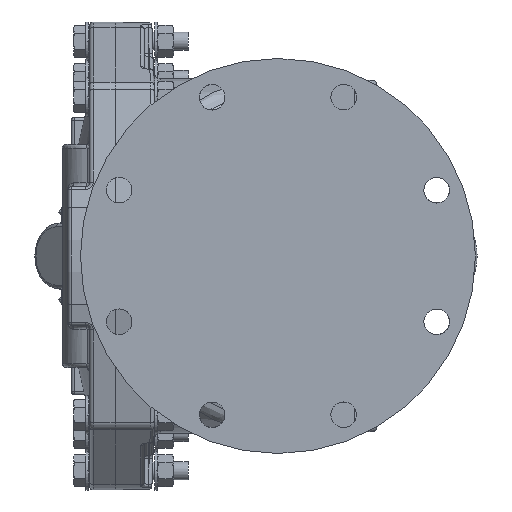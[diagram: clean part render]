
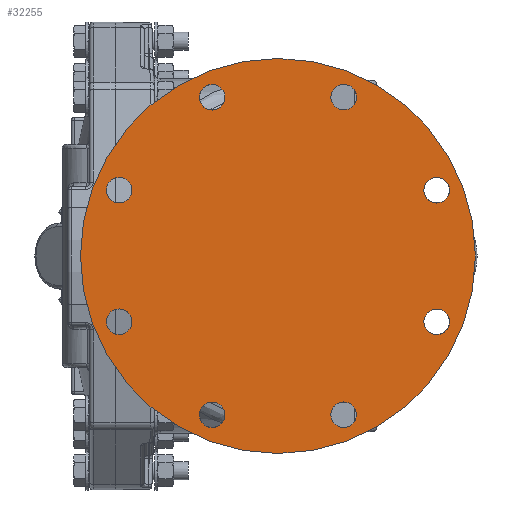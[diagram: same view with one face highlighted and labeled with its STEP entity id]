
A CAD part, left-side view. The second image highlights one B-rep face of the part: STEP entity #32255.
In plain terms, the highlighted planar face has unit normal (-1, 0, 0).
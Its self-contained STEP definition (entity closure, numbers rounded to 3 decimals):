
#1=CARTESIAN_POINT('',(-9.75,5.428,-2.248));
#2=DIRECTION('',(-1.,0.,0.));
#3=DIRECTION('',(0.,0.,1.));
#4=AXIS2_PLACEMENT_3D('',#1,#2,#3);
#6=CARTESIAN_POINT('',(-9.75,5.428,-2.248));
#7=DIRECTION('',(-1.,0.,0.));
#8=DIRECTION('',(0.,0.,-1.));
#9=AXIS2_PLACEMENT_3D('',#6,#7,#8);
#11=CARTESIAN_POINT('',(-9.75,5.428,2.248));
#12=DIRECTION('',(-1.,0.,0.));
#13=DIRECTION('',(0.,-0.707,0.707));
#14=AXIS2_PLACEMENT_3D('',#11,#12,#13);
#16=CARTESIAN_POINT('',(-9.75,5.428,2.248));
#17=DIRECTION('',(-1.,0.,0.));
#18=DIRECTION('',(0.,0.707,-0.707));
#19=AXIS2_PLACEMENT_3D('',#16,#17,#18);
#21=CARTESIAN_POINT('',(-9.75,2.248,5.428));
#22=DIRECTION('',(-1.,0.,0.));
#23=DIRECTION('',(0.,-1.,0.));
#24=AXIS2_PLACEMENT_3D('',#21,#22,#23);
#26=CARTESIAN_POINT('',(-9.75,2.248,5.428));
#27=DIRECTION('',(-1.,0.,0.));
#28=DIRECTION('',(0.,1.,0.));
#29=AXIS2_PLACEMENT_3D('',#26,#27,#28);
#31=CARTESIAN_POINT('',(-9.75,-2.248,5.428));
#32=DIRECTION('',(-1.,0.,0.));
#33=DIRECTION('',(0.,-0.707,-0.707));
#34=AXIS2_PLACEMENT_3D('',#31,#32,#33);
#36=CARTESIAN_POINT('',(-9.75,-2.248,5.428));
#37=DIRECTION('',(-1.,0.,0.));
#38=DIRECTION('',(0.,0.707,0.707));
#39=AXIS2_PLACEMENT_3D('',#36,#37,#38);
#41=CARTESIAN_POINT('',(-9.75,-5.428,2.248));
#42=DIRECTION('',(-1.,0.,0.));
#43=DIRECTION('',(0.,0.,-1.));
#44=AXIS2_PLACEMENT_3D('',#41,#42,#43);
#46=CARTESIAN_POINT('',(-9.75,-5.428,2.248));
#47=DIRECTION('',(-1.,0.,0.));
#48=DIRECTION('',(0.,0.,1.));
#49=AXIS2_PLACEMENT_3D('',#46,#47,#48);
#51=CARTESIAN_POINT('',(-9.75,-5.428,-2.248));
#52=DIRECTION('',(-1.,0.,0.));
#53=DIRECTION('',(0.,0.707,-0.707));
#54=AXIS2_PLACEMENT_3D('',#51,#52,#53);
#56=CARTESIAN_POINT('',(-9.75,-5.428,-2.248));
#57=DIRECTION('',(-1.,0.,0.));
#58=DIRECTION('',(0.,-0.707,0.707));
#59=AXIS2_PLACEMENT_3D('',#56,#57,#58);
#61=CARTESIAN_POINT('',(-9.75,-2.248,-5.428));
#62=DIRECTION('',(-1.,0.,0.));
#63=DIRECTION('',(0.,1.,0.));
#64=AXIS2_PLACEMENT_3D('',#61,#62,#63);
#66=CARTESIAN_POINT('',(-9.75,-2.248,-5.428));
#67=DIRECTION('',(-1.,0.,0.));
#68=DIRECTION('',(0.,-1.,0.));
#69=AXIS2_PLACEMENT_3D('',#66,#67,#68);
#71=CARTESIAN_POINT('',(-9.75,2.248,-5.428));
#72=DIRECTION('',(-1.,0.,0.));
#73=DIRECTION('',(0.,0.707,0.707));
#74=AXIS2_PLACEMENT_3D('',#71,#72,#73);
#76=CARTESIAN_POINT('',(-9.75,2.248,-5.428));
#77=DIRECTION('',(-1.,0.,0.));
#78=DIRECTION('',(0.,-0.707,-0.707));
#79=AXIS2_PLACEMENT_3D('',#76,#77,#78);
#81=CARTESIAN_POINT('',(-9.75,0.,0.));
#82=DIRECTION('',(1.,0.,0.));
#83=DIRECTION('',(0.,1.,0.));
#84=AXIS2_PLACEMENT_3D('',#81,#82,#83);
#91=CARTESIAN_POINT('',(-9.75,0.,0.));
#92=DIRECTION('',(1.,0.,0.));
#93=DIRECTION('',(0.,-1.,0.));
#94=AXIS2_PLACEMENT_3D('',#91,#92,#93);
#30170=CARTESIAN_POINT('',(-9.75,6.75,0.));
#30171=CARTESIAN_POINT('',(-9.75,-6.75,0.));
#30172=VERTEX_POINT('',#30170);
#30173=VERTEX_POINT('',#30171);
#32132=CARTESIAN_POINT('',(-9.75,5.428,-1.811));
#32134=VERTEX_POINT('',#32132);
#32136=CARTESIAN_POINT('',(-9.75,5.428,-2.686));
#32138=VERTEX_POINT('',#32136);
#32140=CARTESIAN_POINT('',(-9.75,5.118,2.558));
#32142=VERTEX_POINT('',#32140);
#32144=CARTESIAN_POINT('',(-9.75,5.737,1.939));
#32146=VERTEX_POINT('',#32144);
#32148=CARTESIAN_POINT('',(-9.75,1.811,5.428));
#32150=VERTEX_POINT('',#32148);
#32152=CARTESIAN_POINT('',(-9.75,2.686,5.428));
#32154=VERTEX_POINT('',#32152);
#32156=CARTESIAN_POINT('',(-9.75,-2.558,5.118));
#32158=VERTEX_POINT('',#32156);
#32160=CARTESIAN_POINT('',(-9.75,-1.939,5.737));
#32162=VERTEX_POINT('',#32160);
#32164=CARTESIAN_POINT('',(-9.75,-5.428,1.811));
#32166=VERTEX_POINT('',#32164);
#32168=CARTESIAN_POINT('',(-9.75,-5.428,2.686));
#32170=VERTEX_POINT('',#32168);
#32172=CARTESIAN_POINT('',(-9.75,-5.118,-2.558));
#32174=VERTEX_POINT('',#32172);
#32176=CARTESIAN_POINT('',(-9.75,-5.737,-1.939));
#32178=VERTEX_POINT('',#32176);
#32180=CARTESIAN_POINT('',(-9.75,-1.811,-5.428));
#32182=VERTEX_POINT('',#32180);
#32184=CARTESIAN_POINT('',(-9.75,-2.686,-5.428));
#32186=VERTEX_POINT('',#32184);
#32188=CARTESIAN_POINT('',(-9.75,2.558,-5.118));
#32190=VERTEX_POINT('',#32188);
#32192=CARTESIAN_POINT('',(-9.75,1.939,-5.737));
#32194=VERTEX_POINT('',#32192);
#32196=CARTESIAN_POINT('',(-9.75,-10.,-10.));
#32197=DIRECTION('',(1.,0.,0.));
#32198=DIRECTION('',(0.,1.,0.));
#32199=AXIS2_PLACEMENT_3D('',#32196,#32197,#32198);
#32200=PLANE('',#32199);
#32202=ORIENTED_EDGE('',*,*,#32201,.T.);
#32204=ORIENTED_EDGE('',*,*,#32203,.T.);
#32205=EDGE_LOOP('',(#32202,#32204));
#32206=FACE_OUTER_BOUND('',#32205,.F.);
#32208=ORIENTED_EDGE('',*,*,#32207,.T.);
#32210=ORIENTED_EDGE('',*,*,#32209,.T.);
#32211=EDGE_LOOP('',(#32208,#32210));
#32212=FACE_BOUND('',#32211,.F.);
#32214=ORIENTED_EDGE('',*,*,#32213,.T.);
#32216=ORIENTED_EDGE('',*,*,#32215,.T.);
#32217=EDGE_LOOP('',(#32214,#32216));
#32218=FACE_BOUND('',#32217,.F.);
#32220=ORIENTED_EDGE('',*,*,#32219,.T.);
#32222=ORIENTED_EDGE('',*,*,#32221,.T.);
#32223=EDGE_LOOP('',(#32220,#32222));
#32224=FACE_BOUND('',#32223,.F.);
#32226=ORIENTED_EDGE('',*,*,#32225,.T.);
#32228=ORIENTED_EDGE('',*,*,#32227,.T.);
#32229=EDGE_LOOP('',(#32226,#32228));
#32230=FACE_BOUND('',#32229,.F.);
#32232=ORIENTED_EDGE('',*,*,#32231,.T.);
#32234=ORIENTED_EDGE('',*,*,#32233,.T.);
#32235=EDGE_LOOP('',(#32232,#32234));
#32236=FACE_BOUND('',#32235,.F.);
#32238=ORIENTED_EDGE('',*,*,#32237,.T.);
#32240=ORIENTED_EDGE('',*,*,#32239,.T.);
#32241=EDGE_LOOP('',(#32238,#32240));
#32242=FACE_BOUND('',#32241,.F.);
#32244=ORIENTED_EDGE('',*,*,#32243,.T.);
#32246=ORIENTED_EDGE('',*,*,#32245,.T.);
#32247=EDGE_LOOP('',(#32244,#32246));
#32248=FACE_BOUND('',#32247,.F.);
#32250=ORIENTED_EDGE('',*,*,#32249,.T.);
#32252=ORIENTED_EDGE('',*,*,#32251,.T.);
#32253=EDGE_LOOP('',(#32250,#32252));
#32254=FACE_BOUND('',#32253,.F.);
#32255=ADVANCED_FACE('',(#32206,#32212,#32218,#32224,#32230,#32236,#32242,
#32248,#32254),#32200,.F.);
#5=CIRCLE('',#4,0.438);
#10=CIRCLE('',#9,0.438);
#15=CIRCLE('',#14,0.438);
#20=CIRCLE('',#19,0.438);
#25=CIRCLE('',#24,0.438);
#30=CIRCLE('',#29,0.438);
#35=CIRCLE('',#34,0.438);
#40=CIRCLE('',#39,0.438);
#45=CIRCLE('',#44,0.438);
#50=CIRCLE('',#49,0.438);
#55=CIRCLE('',#54,0.438);
#60=CIRCLE('',#59,0.438);
#65=CIRCLE('',#64,0.438);
#70=CIRCLE('',#69,0.438);
#75=CIRCLE('',#74,0.438);
#80=CIRCLE('',#79,0.438);
#85=CIRCLE('',#84,6.75);
#95=CIRCLE('',#94,6.75);
#32201=EDGE_CURVE('',#30172,#30173,#85,.T.);
#32203=EDGE_CURVE('',#30173,#30172,#95,.T.);
#32207=EDGE_CURVE('',#32134,#32138,#5,.T.);
#32209=EDGE_CURVE('',#32138,#32134,#10,.T.);
#32213=EDGE_CURVE('',#32142,#32146,#15,.T.);
#32215=EDGE_CURVE('',#32146,#32142,#20,.T.);
#32219=EDGE_CURVE('',#32150,#32154,#25,.T.);
#32221=EDGE_CURVE('',#32154,#32150,#30,.T.);
#32225=EDGE_CURVE('',#32158,#32162,#35,.T.);
#32227=EDGE_CURVE('',#32162,#32158,#40,.T.);
#32231=EDGE_CURVE('',#32166,#32170,#45,.T.);
#32233=EDGE_CURVE('',#32170,#32166,#50,.T.);
#32237=EDGE_CURVE('',#32174,#32178,#55,.T.);
#32239=EDGE_CURVE('',#32178,#32174,#60,.T.);
#32243=EDGE_CURVE('',#32182,#32186,#65,.T.);
#32245=EDGE_CURVE('',#32186,#32182,#70,.T.);
#32249=EDGE_CURVE('',#32190,#32194,#75,.T.);
#32251=EDGE_CURVE('',#32194,#32190,#80,.T.);
